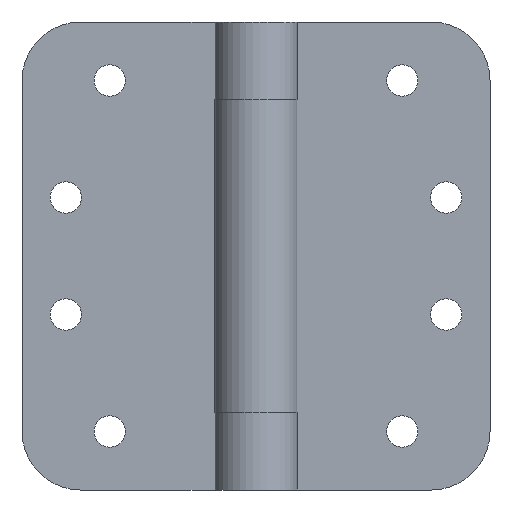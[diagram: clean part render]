
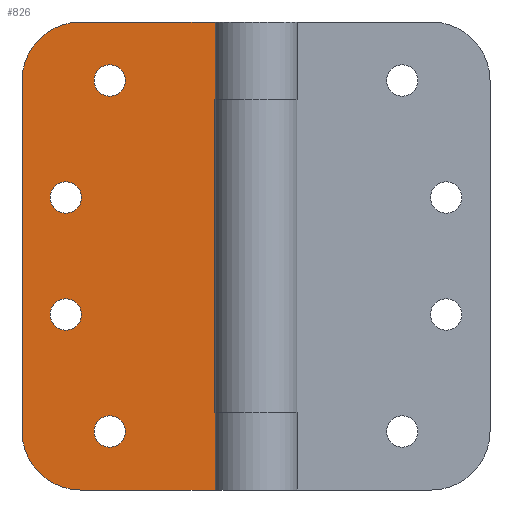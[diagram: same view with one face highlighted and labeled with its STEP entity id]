
A CAD part, front view. The second image highlights one B-rep face of the part: STEP entity #826.
In plain terms, the highlighted planar face has unit normal (0, -1, 0).
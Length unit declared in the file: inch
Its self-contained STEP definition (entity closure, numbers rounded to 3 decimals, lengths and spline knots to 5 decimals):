
#262=CARTESIAN_POINT('',(-1.85355,-0.05,0.14645));
#263=VERTEX_POINT('',#262);
#272=CARTESIAN_POINT('',(-2.0,-0.05,0.5));
#273=VERTEX_POINT('',#272);
#274=CARTESIAN_POINT('',(-1.5,-0.05,0.5));
#275=DIRECTION('',(0.,-1.,0.));
#276=DIRECTION('',(-0.707,0.,-0.707));
#277=AXIS2_PLACEMENT_3D('',#274,#275,#276);
#278=CIRCLE('',#277,0.5);
#279=EDGE_CURVE('',#273,#263,#278,.T.);
#304=CARTESIAN_POINT('',(-1.85355,-0.05,3.85355));
#305=VERTEX_POINT('',#304);
#314=CARTESIAN_POINT('',(-1.5,-0.05,4.0));
#315=VERTEX_POINT('',#314);
#316=CARTESIAN_POINT('',(-1.5,-0.05,3.5));
#317=DIRECTION('',(0.,-1.,0.));
#318=DIRECTION('',(-0.707,0.,0.707));
#319=AXIS2_PLACEMENT_3D('',#316,#317,#318);
#320=CIRCLE('',#319,0.5);
#321=EDGE_CURVE('',#315,#305,#320,.T.);
#348=CARTESIAN_POINT('',(-1.384,-0.05,3.5));
#349=VERTEX_POINT('',#348);
#365=CARTESIAN_POINT('',(-1.116,-0.05,3.5));
#366=VERTEX_POINT('',#365);
#373=CARTESIAN_POINT('',(-1.25,-0.05,3.5));
#374=DIRECTION('',(0.0,1.0,0.0));
#375=DIRECTION('',(-1.0,0.0,0.0));
#376=AXIS2_PLACEMENT_3D('',#373,#374,#375);
#377=CIRCLE('',#376,0.134);
#378=EDGE_CURVE('',#349,#366,#377,.T.);
#390=CARTESIAN_POINT('',(-1.759,-0.05,2.5));
#391=VERTEX_POINT('',#390);
#407=CARTESIAN_POINT('',(-1.491,-0.05,2.5));
#408=VERTEX_POINT('',#407);
#415=CARTESIAN_POINT('',(-1.625,-0.05,2.5));
#416=DIRECTION('',(0.0,1.0,0.0));
#417=DIRECTION('',(-1.0,0.0,0.0));
#418=AXIS2_PLACEMENT_3D('',#415,#416,#417);
#419=CIRCLE('',#418,0.134);
#420=EDGE_CURVE('',#391,#408,#419,.T.);
#432=CARTESIAN_POINT('',(-1.759,-0.05,1.5));
#433=VERTEX_POINT('',#432);
#449=CARTESIAN_POINT('',(-1.491,-0.05,1.5));
#450=VERTEX_POINT('',#449);
#457=CARTESIAN_POINT('',(-1.625,-0.05,1.5));
#458=DIRECTION('',(0.0,1.0,0.0));
#459=DIRECTION('',(-1.0,0.0,0.0));
#460=AXIS2_PLACEMENT_3D('',#457,#458,#459);
#461=CIRCLE('',#460,0.134);
#462=EDGE_CURVE('',#433,#450,#461,.T.);
#474=CARTESIAN_POINT('',(-1.384,-0.05,0.5));
#475=VERTEX_POINT('',#474);
#491=CARTESIAN_POINT('',(-1.116,-0.05,0.5));
#492=VERTEX_POINT('',#491);
#499=CARTESIAN_POINT('',(-1.25,-0.05,0.5));
#500=DIRECTION('',(0.0,1.0,0.0));
#501=DIRECTION('',(-1.0,0.0,0.0));
#502=AXIS2_PLACEMENT_3D('',#499,#500,#501);
#503=CIRCLE('',#502,0.134);
#504=EDGE_CURVE('',#475,#492,#503,.T.);
#599=CARTESIAN_POINT('',(-0.35449,-0.05,3.34));
#600=VERTEX_POINT('',#599);
#608=CARTESIAN_POINT('',(-0.35449,-0.05,0.66));
#609=VERTEX_POINT('',#608);
#610=CARTESIAN_POINT('',(-0.35449,-0.05,0.66));
#611=DIRECTION('',(0.0,0.0,1.0));
#612=VECTOR('',#611,2.68);
#613=LINE('',#610,#612);
#614=EDGE_CURVE('',#609,#600,#613,.T.);
#639=CARTESIAN_POINT('',(-0.298,-0.05,3.34));
#640=VERTEX_POINT('',#639);
#647=CARTESIAN_POINT('',(-0.35449,-0.05,3.34));
#648=DIRECTION('',(1.0,0.0,0.0));
#649=VECTOR('',#648,0.05649);
#650=LINE('',#647,#649);
#651=EDGE_CURVE('',#600,#640,#650,.T.);
#701=CARTESIAN_POINT('',(-0.298,-0.05,0.66));
#702=VERTEX_POINT('',#701);
#703=CARTESIAN_POINT('',(-0.298,-0.05,0.66));
#704=DIRECTION('',(-1.0,0.0,0.0));
#705=VECTOR('',#704,0.05649);
#706=LINE('',#703,#705);
#707=EDGE_CURVE('',#702,#609,#706,.T.);
#722=CARTESIAN_POINT('',(-1.41289,-0.05,2.0));
#723=DIRECTION('',(0.0,-1.0,0.0));
#724=DIRECTION('',(1.0,0.0,0.0));
#725=AXIS2_PLACEMENT_3D('',#722,#723,#724);
#726=PLANE('',#725);
#727=ORIENTED_EDGE('',*,*,#707,.T.);
#728=ORIENTED_EDGE('',*,*,#614,.T.);
#729=ORIENTED_EDGE('',*,*,#651,.T.);
#730=CARTESIAN_POINT('',(-0.298,-0.05,4.0));
#731=VERTEX_POINT('',#730);
#732=CARTESIAN_POINT('',(-0.298,-0.05,3.34));
#733=DIRECTION('',(0.0,0.0,1.0));
#734=VECTOR('',#733,0.66);
#735=LINE('',#732,#734);
#736=EDGE_CURVE('',#640,#731,#735,.T.);
#737=ORIENTED_EDGE('',*,*,#736,.T.);
#738=CARTESIAN_POINT('',(-0.298,-0.05,4.0));
#739=DIRECTION('',(-1.0,0.0,0.0));
#740=VECTOR('',#739,1.202);
#741=LINE('',#738,#740);
#742=EDGE_CURVE('',#731,#315,#741,.T.);
#743=ORIENTED_EDGE('',*,*,#742,.T.);
#744=ORIENTED_EDGE('',*,*,#321,.T.);
#745=CARTESIAN_POINT('',(-2.0,-0.05,3.5));
#746=VERTEX_POINT('',#745);
#747=CARTESIAN_POINT('',(-1.5,-0.05,3.5));
#748=DIRECTION('',(0.,-1.,0.));
#749=DIRECTION('',(-0.707,0.,0.707));
#750=AXIS2_PLACEMENT_3D('',#747,#748,#749);
#751=CIRCLE('',#750,0.5);
#752=EDGE_CURVE('',#305,#746,#751,.T.);
#753=ORIENTED_EDGE('',*,*,#752,.T.);
#754=CARTESIAN_POINT('',(-2.0,-0.05,3.5));
#755=DIRECTION('',(0.0,0.0,-1.0));
#756=VECTOR('',#755,3.0);
#757=LINE('',#754,#756);
#758=EDGE_CURVE('',#746,#273,#757,.T.);
#759=ORIENTED_EDGE('',*,*,#758,.T.);
#760=ORIENTED_EDGE('',*,*,#279,.T.);
#761=CARTESIAN_POINT('',(-1.5,-0.05,0.));
#762=VERTEX_POINT('',#761);
#763=CARTESIAN_POINT('',(-1.5,-0.05,0.5));
#764=DIRECTION('',(0.,-1.,0.));
#765=DIRECTION('',(-0.707,0.,-0.707));
#766=AXIS2_PLACEMENT_3D('',#763,#764,#765);
#767=CIRCLE('',#766,0.5);
#768=EDGE_CURVE('',#263,#762,#767,.T.);
#769=ORIENTED_EDGE('',*,*,#768,.T.);
#770=CARTESIAN_POINT('',(-0.298,-0.05,0.));
#771=VERTEX_POINT('',#770);
#772=CARTESIAN_POINT('',(-1.5,-0.05,0.));
#773=DIRECTION('',(1.0,0.0,0.0));
#774=VECTOR('',#773,1.202);
#775=LINE('',#772,#774);
#776=EDGE_CURVE('',#762,#771,#775,.T.);
#777=ORIENTED_EDGE('',*,*,#776,.T.);
#778=CARTESIAN_POINT('',(-0.298,-0.05,0.));
#779=DIRECTION('',(0.0,0.0,1.0));
#780=VECTOR('',#779,0.66);
#781=LINE('',#778,#780);
#782=EDGE_CURVE('',#771,#702,#781,.T.);
#783=ORIENTED_EDGE('',*,*,#782,.T.);
#784=EDGE_LOOP('',(#727,#728,#729,#737,#743,#744,#753,#759,#760,#769,#777,#783));
#785=FACE_OUTER_BOUND('',#784,.T.);
#786=ORIENTED_EDGE('',*,*,#378,.T.);
#787=CARTESIAN_POINT('',(-1.25,-0.05,3.5));
#788=DIRECTION('',(0.0,1.0,0.0));
#789=DIRECTION('',(-1.0,0.0,0.0));
#790=AXIS2_PLACEMENT_3D('',#787,#788,#789);
#791=CIRCLE('',#790,0.134);
#792=EDGE_CURVE('',#366,#349,#791,.T.);
#793=ORIENTED_EDGE('',*,*,#792,.T.);
#794=EDGE_LOOP('',(#786,#793));
#795=FACE_BOUND('',#794,.T.);
#796=ORIENTED_EDGE('',*,*,#420,.T.);
#797=CARTESIAN_POINT('',(-1.625,-0.05,2.5));
#798=DIRECTION('',(0.0,1.0,0.0));
#799=DIRECTION('',(-1.0,0.0,0.0));
#800=AXIS2_PLACEMENT_3D('',#797,#798,#799);
#801=CIRCLE('',#800,0.134);
#802=EDGE_CURVE('',#408,#391,#801,.T.);
#803=ORIENTED_EDGE('',*,*,#802,.T.);
#804=EDGE_LOOP('',(#796,#803));
#805=FACE_BOUND('',#804,.T.);
#806=ORIENTED_EDGE('',*,*,#462,.T.);
#807=CARTESIAN_POINT('',(-1.625,-0.05,1.5));
#808=DIRECTION('',(0.0,1.0,0.0));
#809=DIRECTION('',(-1.0,0.0,0.0));
#810=AXIS2_PLACEMENT_3D('',#807,#808,#809);
#811=CIRCLE('',#810,0.134);
#812=EDGE_CURVE('',#450,#433,#811,.T.);
#813=ORIENTED_EDGE('',*,*,#812,.T.);
#814=EDGE_LOOP('',(#806,#813));
#815=FACE_BOUND('',#814,.T.);
#816=ORIENTED_EDGE('',*,*,#504,.T.);
#817=CARTESIAN_POINT('',(-1.25,-0.05,0.5));
#818=DIRECTION('',(0.0,1.0,0.0));
#819=DIRECTION('',(-1.0,0.0,0.0));
#820=AXIS2_PLACEMENT_3D('',#817,#818,#819);
#821=CIRCLE('',#820,0.134);
#822=EDGE_CURVE('',#492,#475,#821,.T.);
#823=ORIENTED_EDGE('',*,*,#822,.T.);
#824=EDGE_LOOP('',(#816,#823));
#825=FACE_BOUND('',#824,.T.);
#826=ADVANCED_FACE('',(#785,#795,#805,#815,#825),#726,.T.);
